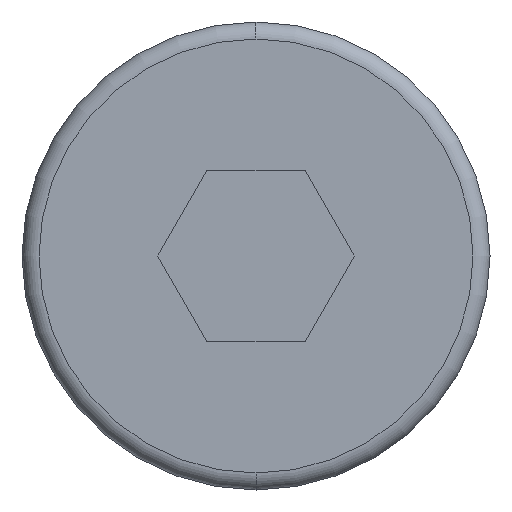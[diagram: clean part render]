
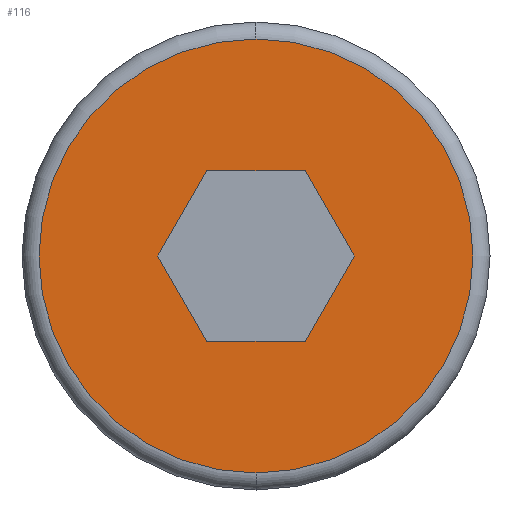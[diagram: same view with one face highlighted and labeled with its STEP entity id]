
A CAD part, left-side view. The second image highlights one B-rep face of the part: STEP entity #116.
In plain terms, the highlighted planar face has unit normal (-1, 0, 0).
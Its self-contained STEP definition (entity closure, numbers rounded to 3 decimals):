
#6 = LINE ( 'NONE', #220, #811 ) ;
#9 = CARTESIAN_POINT ( 'NONE',  ( -2.3, 0., 0. ) ) ;
#12 = ORIENTED_EDGE ( 'NONE', *, *, #545, .T. ) ;
#13 = DIRECTION ( 'NONE',  ( 0., -0.5, 0.866 ) ) ;
#19 = VERTEX_POINT ( 'NONE', #279 ) ;
#35 = VERTEX_POINT ( 'NONE', #212 ) ;
#37 = CARTESIAN_POINT ( 'NONE',  ( -2.3, -1.155, 0. ) ) ;
#53 = DIRECTION ( 'NONE',  ( -1., 0., 0. ) ) ;
#59 = ORIENTED_EDGE ( 'NONE', *, *, #330, .T. ) ;
#61 = EDGE_CURVE ( 'NONE', #349, #397, #798, .T. ) ;
#73 = PLANE ( 'NONE',  #469 ) ;
#78 = ORIENTED_EDGE ( 'NONE', *, *, #816, .F. ) ;
#86 = FACE_OUTER_BOUND ( 'NONE', #751, .T. ) ;
#100 = CARTESIAN_POINT ( 'NONE',  ( -2.3, -0.577, -1. ) ) ;
#109 = LINE ( 'NONE', #517, #260 ) ;
#116 = ADVANCED_FACE ( 'NONE', ( #86, #432 ), #73, .F. ) ;
#124 = EDGE_CURVE ( 'NONE', #729, #670, #109, .T. ) ;
#135 = DIRECTION ( 'NONE',  ( 0., 1., 0. ) ) ;
#159 = DIRECTION ( 'NONE',  ( 0., 0.5, -0.866 ) ) ;
#164 = CARTESIAN_POINT ( 'NONE',  ( -2.3, 0., 2.55 ) ) ;
#171 = CARTESIAN_POINT ( 'NONE',  ( -2.3, -0.577, 1. ) ) ;
#174 = ORIENTED_EDGE ( 'NONE', *, *, #257, .F. ) ;
#176 = CARTESIAN_POINT ( 'NONE',  ( -2.3, 0.577, 1. ) ) ;
#184 = LINE ( 'NONE', #733, #504 ) ;
#186 = VERTEX_POINT ( 'NONE', #285 ) ;
#190 = VERTEX_POINT ( 'NONE', #164 ) ;
#200 = DIRECTION ( 'NONE',  ( 1., 0., 0. ) ) ;
#207 = CARTESIAN_POINT ( 'NONE',  ( -2.3, -1.155, 0. ) ) ;
#212 = CARTESIAN_POINT ( 'NONE',  ( -2.3, 1.155, 0. ) ) ;
#220 = CARTESIAN_POINT ( 'NONE',  ( -2.3, 0.577, -1. ) ) ;
#224 = CARTESIAN_POINT ( 'NONE',  ( -2.3, 1.155, 0. ) ) ;
#231 = DIRECTION ( 'NONE',  ( 0., 0.5, 0.866 ) ) ;
#257 = EDGE_CURVE ( 'NONE', #397, #729, #184, .T. ) ;
#260 = VECTOR ( 'NONE', #135, 1000. ) ;
#275 = AXIS2_PLACEMENT_3D ( 'NONE', #439, #53, #502 ) ;
#278 = EDGE_CURVE ( 'NONE', #35, #186, #6, .T. ) ;
#279 = CARTESIAN_POINT ( 'NONE',  ( -2.3, 0., -2.55 ) ) ;
#281 = ORIENTED_EDGE ( 'NONE', *, *, #124, .F. ) ;
#284 = DIRECTION ( 'NONE',  ( 0., -1., 0. ) ) ;
#285 = CARTESIAN_POINT ( 'NONE',  ( -2.3, 0.577, -1. ) ) ;
#286 = ORIENTED_EDGE ( 'NONE', *, *, #379, .F. ) ;
#304 = VECTOR ( 'NONE', #13, 1000. ) ;
#317 = VECTOR ( 'NONE', #284, 1000. ) ;
#330 = EDGE_CURVE ( 'NONE', #19, #190, #634, .T. ) ;
#349 = VERTEX_POINT ( 'NONE', #400 ) ;
#379 = EDGE_CURVE ( 'NONE', #186, #349, #789, .T. ) ;
#397 = VERTEX_POINT ( 'NONE', #37 ) ;
#400 = CARTESIAN_POINT ( 'NONE',  ( -2.3, -0.577, -1. ) ) ;
#410 = DIRECTION ( 'NONE',  ( 0., 0., -1. ) ) ;
#432 = FACE_BOUND ( 'NONE', #746, .T. ) ;
#439 = CARTESIAN_POINT ( 'NONE',  ( -2.3, 0., 0. ) ) ;
#444 = CIRCLE ( 'NONE', #275, 2.55 ) ;
#469 = AXIS2_PLACEMENT_3D ( 'NONE', #9, #200, #581 ) ;
#477 = CARTESIAN_POINT ( 'NONE',  ( -2.3, 0., 0. ) ) ;
#502 = DIRECTION ( 'NONE',  ( 0., 0., -1. ) ) ;
#504 = VECTOR ( 'NONE', #231, 1000. ) ;
#517 = CARTESIAN_POINT ( 'NONE',  ( -2.3, 0.577, 1. ) ) ;
#545 = EDGE_CURVE ( 'NONE', #190, #19, #444, .T. ) ;
#581 = DIRECTION ( 'NONE',  ( 0., 0., -1. ) ) ;
#602 = DIRECTION ( 'NONE',  ( 0., -0.5, -0.866 ) ) ;
#626 = VECTOR ( 'NONE', #159, 1000. ) ;
#634 = CIRCLE ( 'NONE', #818, 2.55 ) ;
#642 = LINE ( 'NONE', #224, #626 ) ;
#670 = VERTEX_POINT ( 'NONE', #176 ) ;
#675 = ORIENTED_EDGE ( 'NONE', *, *, #61, .F. ) ;
#729 = VERTEX_POINT ( 'NONE', #171 ) ;
#733 = CARTESIAN_POINT ( 'NONE',  ( -2.3, -0.577, 1. ) ) ;
#746 = EDGE_LOOP ( 'NONE', ( #675, #286, #749, #78, #281, #174 ) ) ;
#749 = ORIENTED_EDGE ( 'NONE', *, *, #278, .F. ) ;
#751 = EDGE_LOOP ( 'NONE', ( #59, #12 ) ) ;
#784 = DIRECTION ( 'NONE',  ( -1., 0., 0. ) ) ;
#789 = LINE ( 'NONE', #100, #317 ) ;
#798 = LINE ( 'NONE', #207, #304 ) ;
#811 = VECTOR ( 'NONE', #602, 1000. ) ;
#816 = EDGE_CURVE ( 'NONE', #670, #35, #642, .T. ) ;
#818 = AXIS2_PLACEMENT_3D ( 'NONE', #477, #784, #410 ) ;
